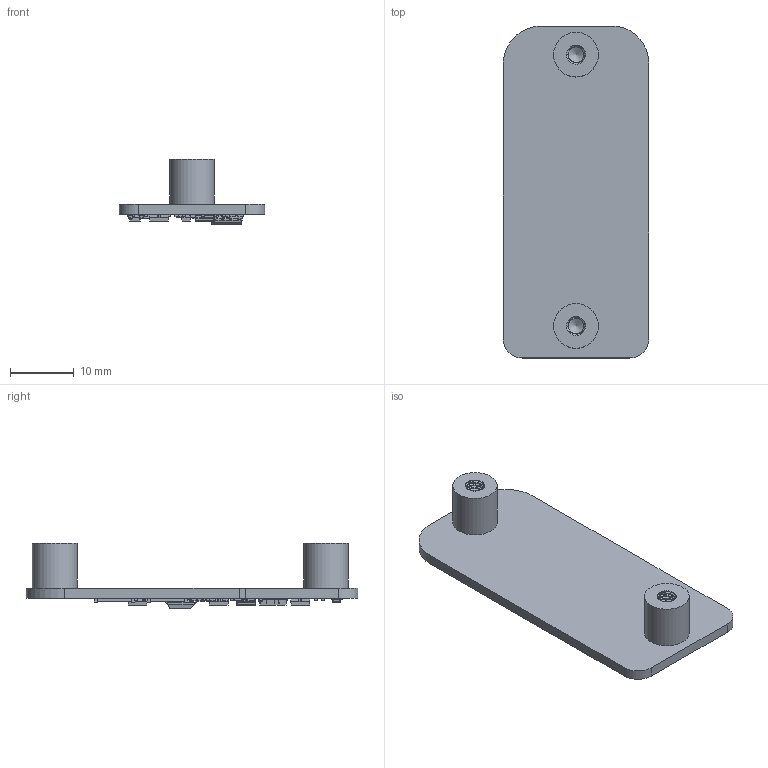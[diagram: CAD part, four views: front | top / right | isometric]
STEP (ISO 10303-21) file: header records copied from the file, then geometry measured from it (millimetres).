
FILE_DESCRIPTION(('Open CASCADE Model'),'2;1');
FILE_NAME('Open CASCADE Shape Model','2020-06-30T09:08:18',('Author'),( 'Open CASCADE'),'Open CASCADE STEP processor 6.8','Open CASCADE 6.8' ,'Unknown');
FILE_SCHEMA(('AUTOMOTIVE_DESIGN { 1 0 10303 214 1 1 1 1 }'));
Length unit declared in the file: millimetre
Products named in the file (136): PCB; Board; Open CASCADE STEP translator 6.8 1.1.1; R38; 6204644528; Mid_Body; Terminal; Open_CASCADE_STEP_translator_6.8_3.2.1; Mark; R37; R36; 6204646848; R35; D6; LED_SMD_0603; 6735549264; Extruded; D5; U2; SW3DPS-SO-8_(PIC12FXXX)-DEFAULT; U1; User_Library-DGS0010A; DGS0010A_ASM_LEAD-SO#LEAD-SO;LEAD-SO; DGS0010A_ASM_LEAD-SO#LEAD-SO;LEAD-SO_2; DGS0010A_ASM_LEAD-SO#LEAD-SO;LEAD-SO_3; DGS0010A_ASM_LEAD-SO#LEAD-SO;LEAD-SO_4; DGS0010A_ASM_LEAD-SO#LEAD-SO;LEAD-SO_5; DGS0010A_ASM_LEAD-SO#LEAD-SO;LEAD-SO_6; DGS0010A_ASM_LEAD-SO#LEAD-SO;LEAD-SO_7; DGS0010A_ASM_LEAD-SO#LEAD-SO;LEAD-SO_8; DGS0010A_ASM_LEAD-SO#LEAD-SO;LEAD-SO_9; DGS0010A_ASM_LEAD-SO#LEAD-SO;LEAD-SO_10; Part_746; DGS0010A_ASM_BODY-SO#BODY-SO;BODY-SO; TAB2; 7466103_(rev1); TAB1; T5; SOT-23; T4 ...
Assembly tree (189 placements, depth 5):
  PCB
    Board
      Open CASCADE STEP translator 6.8 1.1.1
    R38
      6204644528
        Mid_Body
        Terminal  x2
          Open_CASCADE_STEP_translator_6.8_3.2.1
        Mark
    R37
      6204644528
        Mid_Body
        Terminal  x2
          Open_CASCADE_STEP_translator_6.8_3.2.1
        Mark
    R36
      6204646848
        Mid_Body
        Terminal  x2
          Open_CASCADE_STEP_translator_6.8_3.2.1
        Mark
    R35
      6204646848
        Mid_Body
        Terminal  x2
          Open_CASCADE_STEP_translator_6.8_3.2.1
        Mark
    D6
      LED_SMD_0603
      6735549264
        Extruded
    D5
      LED_SMD_0603
      6735549264
        Extruded
    U2
      SW3DPS-SO-8_(PIC12FXXX)-DEFAULT
    U1
      User_Library-DGS0010A
        DGS0010A_ASM_LEAD-SO#LEAD-SO;LEAD-SO
        DGS0010A_ASM_LEAD-SO#LEAD-SO;LEAD-SO_2
        DGS0010A_ASM_LEAD-SO#LEAD-SO;LEAD-SO_3
        DGS0010A_ASM_LEAD-SO#LEAD-SO;LEAD-SO_4
        DGS0010A_ASM_LEAD-SO#LEAD-SO;LEAD-SO_5
        DGS0010A_ASM_LEAD-SO#LEAD-SO;LEAD-SO_6
        DGS0010A_ASM_LEAD-SO#LEAD-SO;LEAD-SO_7
        DGS0010A_ASM_LEAD-SO#LEAD-SO;LEAD-SO_8
        DGS0010A_ASM_LEAD-SO#LEAD-SO;LEAD-SO_9
        DGS0010A_ASM_LEAD-SO#LEAD-SO;LEAD-SO_10
        Part_746
        DGS0010A_ASM_BODY-SO#BODY-SO;BODY-SO
    TAB2
      7466103_(rev1)
    TAB1
      7466103_(rev1)
    T5
      SOT-23
    T4
      SOT-23
    T3
Bounding box: 22.8 x 52 x 10.2 mm (x, y, z)
Volume: 2448.4 mm3; surface area: 3690 mm2
Topology: 222 solids, 224 shells, 2753 faces, 6383 edges, 3955 vertices
Faces by surface type: plane 1994, cylinder 574, sphere 124, bspline 51, cone 8, torus 2
Full cylindrical faces by diameter (mm): 1 x2, 2.46 x14, 7 x2
Entity records: 36012 total; most frequent: CARTESIAN_POINT 7470, DIRECTION 4960, ORIENTED_EDGE 4476, EDGE_CURVE 2238, AXIS2_PLACEMENT_3D 1697, LINE 1566, VECTOR 1566, VERTEX_POINT 1399
